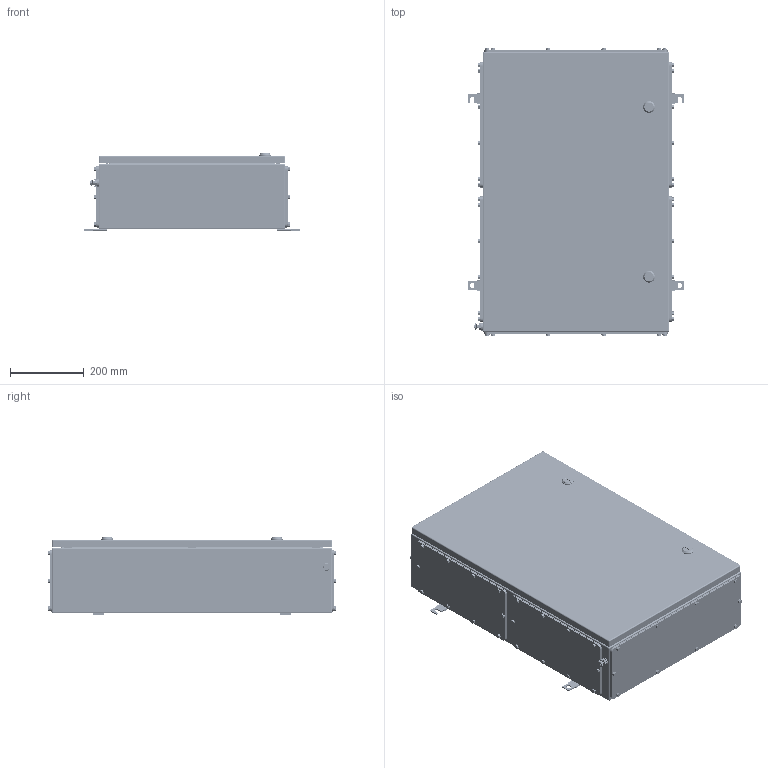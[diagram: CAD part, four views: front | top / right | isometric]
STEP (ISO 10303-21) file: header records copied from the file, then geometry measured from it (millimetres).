
FILE_DESCRIPTION(('CATIA V5 STEP Exchange','CAx-IF Rec.Pracs.--- Model Styling and Organization---1.4--- 2014-01-23'),'2;1');
FILE_NAME ('008859-7_3_1200870000_1200870000.stp','2019-09-23T09:48:56+00:00',('none'),('Weidmueller'),'CATIA Version 5-6 Release 2016 SP3 HF44','CATIA V5 STEP AP214','none');
FILE_SCHEMA(('AUTOMOTIVE_DESIGN { 1 0 10303 214 1 1 1 1 }'));
Products named in the file (1): ZUB_KTB_QL_765020_4GP
Bounding box: 589 x 784 x 209.8 mm (x, y, z)
Volume: 3458739.9 mm3; surface area: 3513567.1 mm2
Topology: 188 solids, 190 shells, 3660 faces, 8354 edges, 5273 vertices
Faces by surface type: cylinder 1746, plane 1506, cone 354, sphere 24, torus 22, bspline 8
Entity records: 99340 total; most frequent: CARTESIAN_POINT 22144, ORIENTED_EDGE 16376, DIRECTION 12895, EDGE_CURVE 8188, AXIS2_PLACEMENT_3D 5763, VERTEX_POINT 5273, VECTOR 4456, LINE 4456
